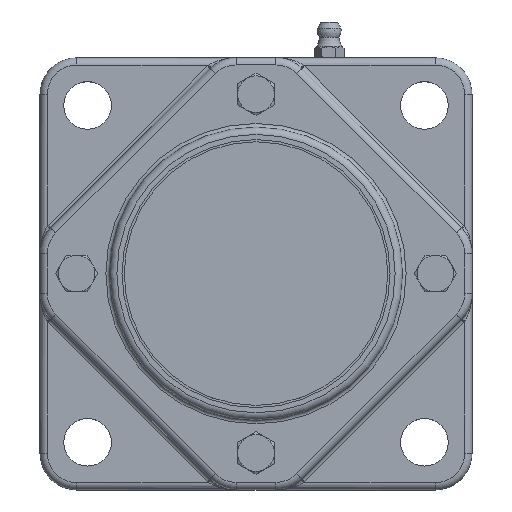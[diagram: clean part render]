
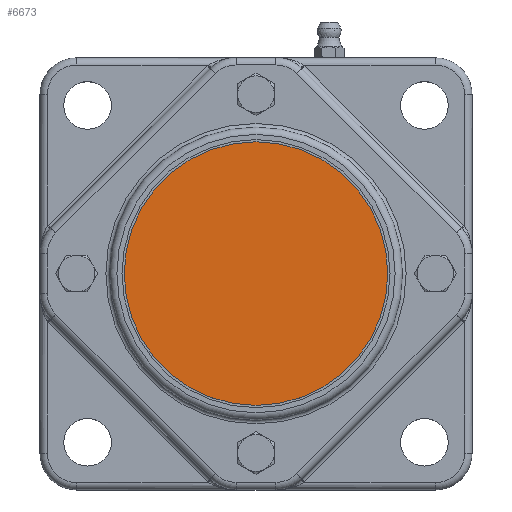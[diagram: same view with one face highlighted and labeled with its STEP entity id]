
A CAD part, top view. The second image highlights one B-rep face of the part: STEP entity #6673.
In plain terms, the highlighted planar face has unit normal (0, 0, 1).
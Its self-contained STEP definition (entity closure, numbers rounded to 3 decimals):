
#1319=PLANE($,#7302);
#1920=FACE_OUTER_BOUND($,#2428,.T.);
#2428=EDGE_LOOP($,(#5365));
#2948=CIRCLE($,#7300,36.);
#3454=VERTEX_POINT($,#10924);
#4144=EDGE_CURVE($,#3454,#3454,#2948,.T.);
#5365=ORIENTED_EDGE($,*,*,#4144,.F.);
#6673=ADVANCED_FACE($,(#1920),#1319,.T.);
#7300=AXIS2_PLACEMENT_3D($,#10925,#8632,#8633);
#7302=AXIS2_PLACEMENT_3D($,#10928,#8636,#8637);
#8632=DIRECTION('center_axis',(0.,0.,-1.));
#8633=DIRECTION('ref_axis',(-1.,0.,0.));
#8636=DIRECTION('center_axis',(0.,0.,1.));
#8637=DIRECTION('ref_axis',(-1.,0.,0.));
#10924=CARTESIAN_POINT('',(36.,0.,37.2));
#10925=CARTESIAN_POINT('Origin',(0.,0.,37.2));
#10928=CARTESIAN_POINT('Origin',(0.,0.,37.2));
